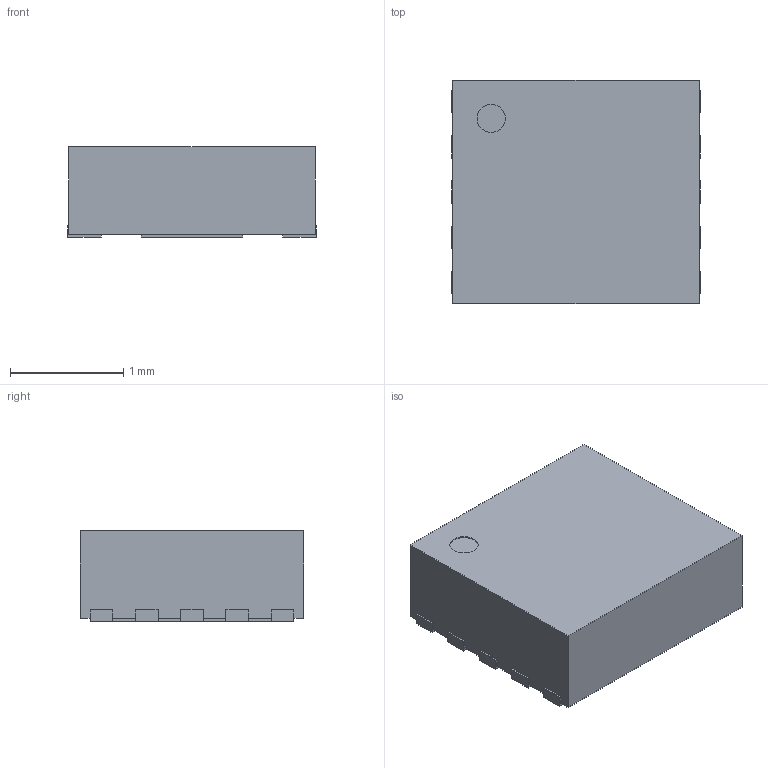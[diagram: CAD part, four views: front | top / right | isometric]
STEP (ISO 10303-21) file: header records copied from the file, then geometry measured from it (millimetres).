
FILE_DESCRIPTION(/* description */ ('model of Texas_DLH0010A_WSON-10-1EP_2.2x2mm_P0.4mm_EP0.9x1.5mm'),/* implementation_level */ '2;1');
FILE_NAME(/* name */ 'Texas_DLH0010A_WSON-10-1EP_2.2x2mm_P0.4mm_EP0.9x1.5mm.step',/* time_stamp */ '1970-01-01T00:00:00',/* author */ ('KiCAD','kicad'),/* organization */ ('OCCT'),/* preprocessor_version */ '',/* originating_system */ 'KiCAD',/* authorisation */ '');
FILE_SCHEMA(('AUTOMOTIVE_DESIGN { 1 0 10303 214 1 1 1 1 }'));
Length unit declared in the file: millimetre
Products named in the file (1): Texas_DLH0010A_WSON-10-1EP_2.2x2mm_P0.4mm_EP0.9x1.5mm
Bounding box: 2.2 x 1.98 x 0.8 mm (x, y, z)
Volume: 3.4 mm3; surface area: 15.5 mm2
Topology: 1 solids, 1 shells, 73 faces, 207 edges, 138 vertices
Faces by surface type: plane 72, cylinder 1
Full cylindrical faces by diameter (mm): 0.25 x1
Entity records: 1640 total; most frequent: ORIENTED_EDGE 356, CARTESIAN_POINT 235, EDGE_CURVE 207, LINE 195, VERTEX_POINT 138, AXIS2_PLACEMENT_3D 76, FACE_BOUND 75, EDGE_LOOP 75
